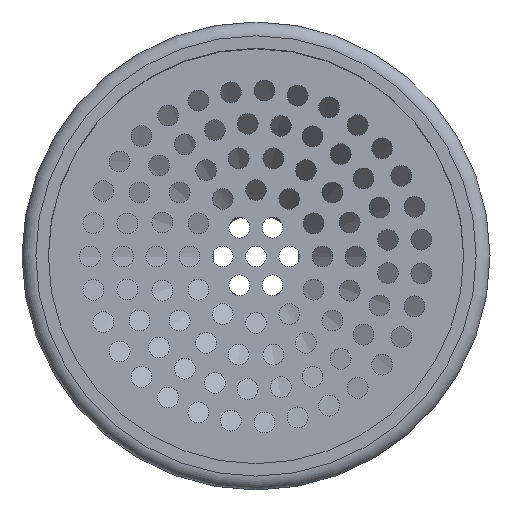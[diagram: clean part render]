
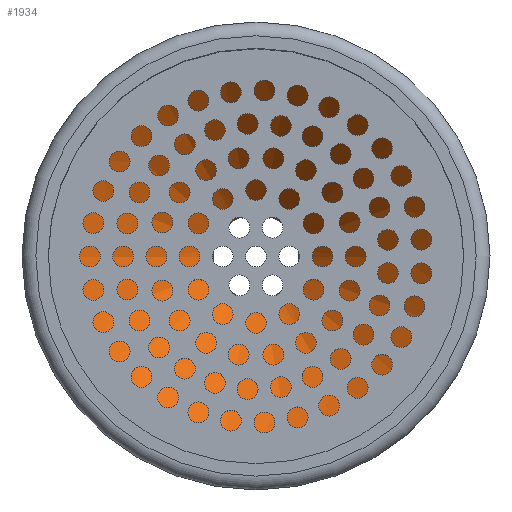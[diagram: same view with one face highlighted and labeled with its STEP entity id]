
A CAD part, top view. The second image highlights one B-rep face of the part: STEP entity #1934.
In plain terms, the highlighted conical face has half-angle 45 degrees and reference radius 6.2 mm.
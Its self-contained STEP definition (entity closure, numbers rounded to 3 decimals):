
#153 = CYLINDRICAL_SURFACE('',#154,6.2);
#154 = AXIS2_PLACEMENT_3D('',#155,#156,#157);
#155 = CARTESIAN_POINT('',(0.,0.,0.));
#156 = DIRECTION('',(0.,0.,1.));
#157 = DIRECTION('',(1.,0.,0.));
#811 = VERTEX_POINT('',#812);
#812 = CARTESIAN_POINT('',(6.2,0.,50.783));
#833 = EDGE_CURVE('',#811,#811,#834,.T.);
#834 = SURFACE_CURVE('',#835,(#840,#847),.PCURVE_S1.);
#835 = CIRCLE('',#836,6.2);
#836 = AXIS2_PLACEMENT_3D('',#837,#838,#839);
#837 = CARTESIAN_POINT('',(0.,0.,50.783));
#838 = DIRECTION('',(0.,0.,-1.));
#839 = DIRECTION('',(1.,0.,0.));
#840 = PCURVE('',#153,#841);
#841 = DEFINITIONAL_REPRESENTATION('',(#842),#846);
#842 = LINE('',#843,#844);
#843 = CARTESIAN_POINT('',(-0.,50.783));
#844 = VECTOR('',#845,1.);
#845 = DIRECTION('',(-1.,0.));
#846 = ( GEOMETRIC_REPRESENTATION_CONTEXT(2) 
PARAMETRIC_REPRESENTATION_CONTEXT() REPRESENTATION_CONTEXT('2D SPACE',''
  ) );
#847 = PCURVE('',#848,#853);
#848 = CONICAL_SURFACE('',#849,6.2,0.785);
#849 = AXIS2_PLACEMENT_3D('',#850,#851,#852);
#850 = CARTESIAN_POINT('',(0.,0.,50.783));
#851 = DIRECTION('',(0.,0.,1.));
#852 = DIRECTION('',(1.,0.,0.));
#853 = DEFINITIONAL_REPRESENTATION('',(#854),#858);
#854 = LINE('',#855,#856);
#855 = CARTESIAN_POINT('',(-0.,0.));
#856 = VECTOR('',#857,1.);
#857 = DIRECTION('',(-1.,0.));
#858 = ( GEOMETRIC_REPRESENTATION_CONTEXT(2) 
PARAMETRIC_REPRESENTATION_CONTEXT() REPRESENTATION_CONTEXT('2D SPACE',''
  ) );
#1934 = ADVANCED_FACE('',(#1935),#848,.F.);
#1935 = FACE_BOUND('',#1936,.T.);
#1936 = EDGE_LOOP('',(#1937,#1938,#1961,#1988));
#1937 = ORIENTED_EDGE('',*,*,#833,.T.);
#1938 = ORIENTED_EDGE('',*,*,#1939,.T.);
#1939 = EDGE_CURVE('',#811,#1940,#1942,.T.);
#1940 = VERTEX_POINT('',#1941);
#1941 = CARTESIAN_POINT('',(28.2,0.,
    72.783));
#1942 = SEAM_CURVE('',#1943,(#1947,#1954),.PCURVE_S1.);
#1943 = LINE('',#1944,#1945);
#1944 = CARTESIAN_POINT('',(6.2,0.,50.783));
#1945 = VECTOR('',#1946,1.);
#1946 = DIRECTION('',(0.707,0.,0.707)
  );
#1947 = PCURVE('',#848,#1948);
#1948 = DEFINITIONAL_REPRESENTATION('',(#1949),#1953);
#1949 = LINE('',#1950,#1951);
#1950 = CARTESIAN_POINT('',(-0.,0.));
#1951 = VECTOR('',#1952,1.);
#1952 = DIRECTION('',(-0.,1.));
#1953 = ( GEOMETRIC_REPRESENTATION_CONTEXT(2) 
PARAMETRIC_REPRESENTATION_CONTEXT() REPRESENTATION_CONTEXT('2D SPACE',''
  ) );
#1954 = PCURVE('',#848,#1955);
#1955 = DEFINITIONAL_REPRESENTATION('',(#1956),#1960);
#1956 = LINE('',#1957,#1958);
#1957 = CARTESIAN_POINT('',(-6.283,0.));
#1958 = VECTOR('',#1959,1.);
#1959 = DIRECTION('',(-0.,1.));
#1960 = ( GEOMETRIC_REPRESENTATION_CONTEXT(2) 
PARAMETRIC_REPRESENTATION_CONTEXT() REPRESENTATION_CONTEXT('2D SPACE',''
  ) );
#1961 = ORIENTED_EDGE('',*,*,#1962,.F.);
#1962 = EDGE_CURVE('',#1940,#1940,#1963,.T.);
#1963 = SURFACE_CURVE('',#1964,(#1969,#1976),.PCURVE_S1.);
#1964 = CIRCLE('',#1965,28.2);
#1965 = AXIS2_PLACEMENT_3D('',#1966,#1967,#1968);
#1966 = CARTESIAN_POINT('',(0.,0.,72.783));
#1967 = DIRECTION('',(0.,0.,-1.));
#1968 = DIRECTION('',(1.,0.,0.));
#1969 = PCURVE('',#848,#1970);
#1970 = DEFINITIONAL_REPRESENTATION('',(#1971),#1975);
#1971 = LINE('',#1972,#1973);
#1972 = CARTESIAN_POINT('',(-0.,22.));
#1973 = VECTOR('',#1974,1.);
#1974 = DIRECTION('',(-1.,0.));
#1975 = ( GEOMETRIC_REPRESENTATION_CONTEXT(2) 
PARAMETRIC_REPRESENTATION_CONTEXT() REPRESENTATION_CONTEXT('2D SPACE',''
  ) );
#1976 = PCURVE('',#1977,#1982);
#1977 = PLANE('',#1978);
#1978 = AXIS2_PLACEMENT_3D('',#1979,#1980,#1981);
#1979 = CARTESIAN_POINT('',(0.,0.,72.783));
#1980 = DIRECTION('',(-0.,0.,-1.));
#1981 = DIRECTION('',(1.,0.,0.));
#1982 = DEFINITIONAL_REPRESENTATION('',(#1983),#1987);
#1983 = CIRCLE('',#1984,28.2);
#1984 = AXIS2_PLACEMENT_2D('',#1985,#1986);
#1985 = CARTESIAN_POINT('',(0.,0.));
#1986 = DIRECTION('',(1.,0.));
#1987 = ( GEOMETRIC_REPRESENTATION_CONTEXT(2) 
PARAMETRIC_REPRESENTATION_CONTEXT() REPRESENTATION_CONTEXT('2D SPACE',''
  ) );
#1988 = ORIENTED_EDGE('',*,*,#1939,.F.);
